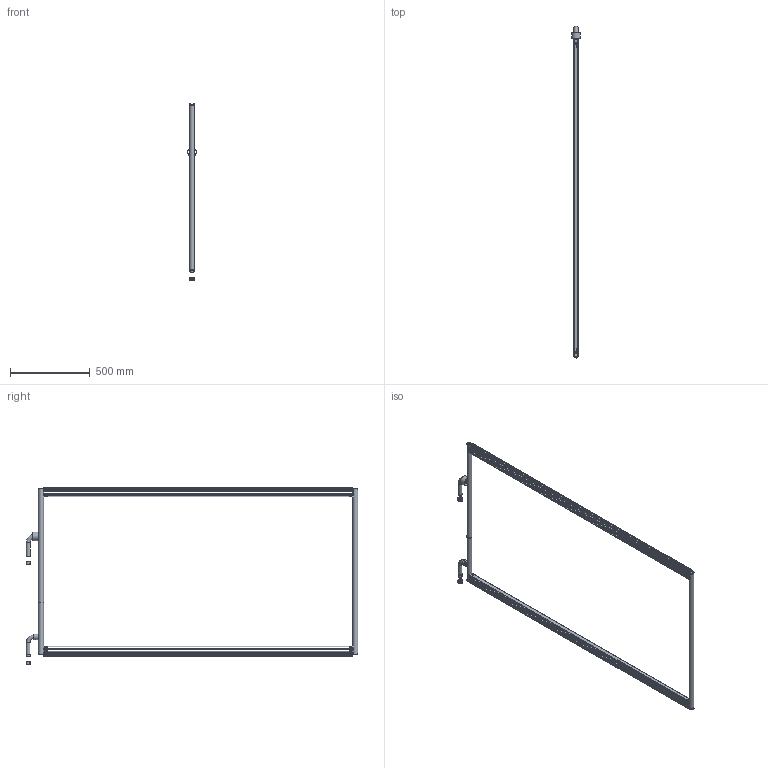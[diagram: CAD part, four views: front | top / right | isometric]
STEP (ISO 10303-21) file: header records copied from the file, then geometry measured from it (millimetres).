
FILE_DESCRIPTION(/* description */ ('Manifold'),/* implementation_level */ '2;1');
FILE_NAME(/* name */ 'Z0-DF0321-57.stp',/* time_stamp */ '2021-03-12T10:31:34+08:00',/* author */ ('U326849'),/* organization */ (''),/* preprocessor_version */ 'ST-DEVELOPER v16.1',/* originating_system */ 'Autodesk Inventor 2016',/* authorisation */ '021F1096');
FILE_SCHEMA (('AUTOMOTIVE_DESIGN { 1 0 10303 214 3 1 1 }'));
Length unit declared in the file: millimetre
Products named in the file (20): J33-0015; J33-0016; T04-0138; T03-0014; T01-0018; T01-0017; D02-DF0321; A32b-1966; B31-0875; Y0-DF0321; G73-0007; G81-0001; T05-0023; T05-0025; T02-0009; T09-0008; T09-0002(PED); T09-0014; T09-0146(PEDF additional); Z0-DF0321
Assembly tree (42 placements, depth 3):
  Z0-DF0321
    Y0-DF0321
      J33-0015
      J33-0016
      T04-0138  x4
      T03-0014
      T01-0018
      T01-0017
      D02-DF0321  x2
      A32b-1966  x10
      B31-0875  x10
    G73-0007
    G81-0001
    T05-0023
    T05-0025
    T02-0009  x2
    T09-0008
    T09-0002(PED)
    T09-0014
    T09-0146(PEDF additional)
Bounding box: 53.4 x 2077.4 x 1113.7 mm (x, y, z)
Volume: 1889784.1 mm3; surface area: 2039970.4 mm2
Topology: 51 solids, 51 shells, 1752 faces, 4818 edges, 3180 vertices
Faces by surface type: plane 872, cylinder 810, torus 40, cone 30
Full cylindrical faces by diameter (mm): 19 x1, 19.8 x2, 20.91 x4, 21.4 x1, 22 x1, 22.2 x4, 22.4 x2, 23.8 x2, 24.6 x4, 24.8 x1, 25.4 x4, 25.55 x1, 26.8 x2, 26.91 x4, 27 x2, 27.91 x4, 29.55 x1, 32 x3, 33.4 x1, 52 x1, 53.4 x1
Entity records: 10470 total; most frequent: DIRECTION 1898, CARTESIAN_POINT 1705, ORIENTED_EDGE 1526, EDGE_CURVE 763, AXIS2_PLACEMENT_3D 730, VERTEX_POINT 537, LINE 438, VECTOR 438
